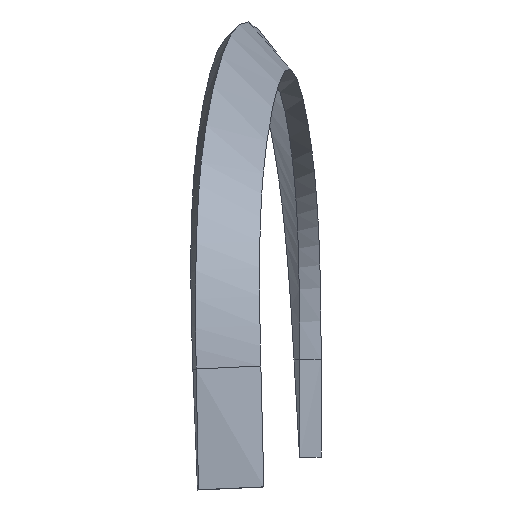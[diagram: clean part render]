
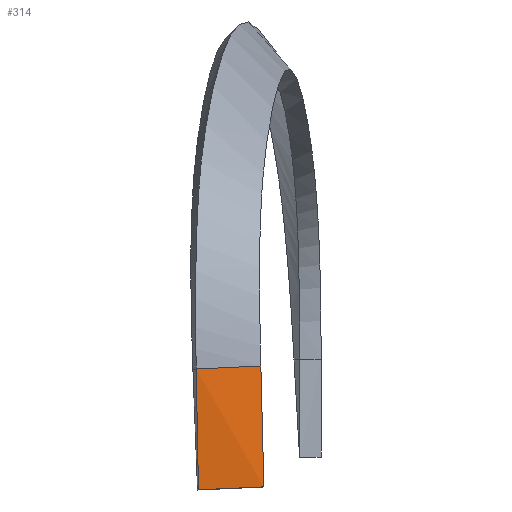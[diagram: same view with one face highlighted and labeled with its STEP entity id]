
A CAD part, left-side view. The second image highlights one B-rep face of the part: STEP entity #314.
In plain terms, the highlighted free-form (B-spline) face has degree [1, 2] with [2, 5] control points.
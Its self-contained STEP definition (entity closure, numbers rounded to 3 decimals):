
#41 = ORIENTED_EDGE ( 'NONE', *, *, #156, .T. ) ;
#55 =( BOUNDED_CURVE ( )  B_SPLINE_CURVE ( 2, ( #603, #85, #667 ),
 .UNSPECIFIED., .F., .T. ) 
 B_SPLINE_CURVE_WITH_KNOTS ( ( 3, 3 ),
 ( 0., 0.293 ),
 .UNSPECIFIED. ) 
 CURVE ( )  GEOMETRIC_REPRESENTATION_ITEM ( )  RATIONAL_B_SPLINE_CURVE ( ( 1., 0.997, 0.998 ) ) 
 REPRESENTATION_ITEM ( '' )  );
#75 = LINE ( 'NONE', #430, #499 ) ;
#85 = CARTESIAN_POINT ( 'NONE',  ( -90.462, 73.969, 130.88 ) ) ;
#115 = VERTEX_POINT ( 'NONE', #307 ) ;
#118 = VECTOR ( 'NONE', #674, 1000. ) ;
#129 =( BOUNDED_CURVE ( )  B_SPLINE_CURVE ( 2, ( #544, #219, #433 ),
 .UNSPECIFIED., .F., .T. ) 
 B_SPLINE_CURVE_WITH_KNOTS ( ( 3, 3 ),
 ( 0., 0.293 ),
 .UNSPECIFIED. ) 
 CURVE ( )  GEOMETRIC_REPRESENTATION_ITEM ( )  RATIONAL_B_SPLINE_CURVE ( ( 1., 0.997, 0.998 ) ) 
 REPRESENTATION_ITEM ( '' )  );
#149 = VERTEX_POINT ( 'NONE', #616 ) ;
#151 = VERTEX_POINT ( 'NONE', #326 ) ;
#156 = EDGE_CURVE ( 'NONE', #115, #151, #129, .T. ) ;
#183 = CARTESIAN_POINT ( 'NONE',  ( -90.35, 82.868, 109.632 ) ) ;
#193 = CARTESIAN_POINT ( 'NONE',  ( -91.811, 83.457, 139.081 ) ) ;
#219 = CARTESIAN_POINT ( 'NONE',  ( -91.393, 83.307, 130.454 ) ) ;
#281 = EDGE_CURVE ( 'NONE', #115, #149, #75, .T. ) ;
#294 = CARTESIAN_POINT ( 'NONE',  ( -88.842, 82.118, 80.189 ) ) ;
#298 = CARTESIAN_POINT ( 'NONE',  ( -90.521, 73.808, 124.776 ) ) ;
#302 = VERTEX_POINT ( 'NONE', #657 ) ;
#307 = CARTESIAN_POINT ( 'NONE',  ( -91.811, 83.457, 139.081 ) ) ;
#314 = ADVANCED_FACE ( 'NONE', ( #613 ), #526, .F. ) ;
#325 = ORIENTED_EDGE ( 'NONE', *, *, #366, .F. ) ;
#326 = CARTESIAN_POINT ( 'NONE',  ( -90.961, 83.13, 121.792 ) ) ;
#330 = DIRECTION ( 'NONE',  ( 0.153, -0.987, 0.046 ) ) ;
#344 = CARTESIAN_POINT ( 'NONE',  ( -91.096, 83.201, 124.355 ) ) ;
#347 = CARTESIAN_POINT ( 'NONE',  ( -90.644, 73.501, 110.034 ) ) ;
#366 = EDGE_CURVE ( 'NONE', #149, #302, #55, .T. ) ;
#405 = CARTESIAN_POINT ( 'NONE',  ( -90.766, 73.194, 95.292 ) ) ;
#407 = EDGE_LOOP ( 'NONE', ( #638, #325, #642, #41 ) ) ;
#430 = CARTESIAN_POINT ( 'NONE',  ( -90.378, 74.197, 139.515 ) ) ;
#433 = CARTESIAN_POINT ( 'NONE',  ( -90.961, 83.13, 121.792 ) ) ;
#461 = CARTESIAN_POINT ( 'NONE',  ( -90.853, 72.963, 80.549 ) ) ;
#499 = VECTOR ( 'NONE', #330, 1000. ) ;
#509 = CARTESIAN_POINT ( 'NONE',  ( -90.539, 73.769, 122.209 ) ) ;
#526 =( BOUNDED_SURFACE ( )  B_SPLINE_SURFACE ( 1, 2, ( 
 ( #193, #344, #183, #673, #294 ),
 ( #659, #298, #347, #405, #461 ) ),
 .UNSPECIFIED., .F., .F., .F. ) 
 B_SPLINE_SURFACE_WITH_KNOTS ( ( 2, 2 ),
 ( 3, 2, 3 ),
 ( 0., 1. ),
 ( 0., 0.5, 1. ),
 .UNSPECIFIED. ) 
 GEOMETRIC_REPRESENTATION_ITEM ( )  RATIONAL_B_SPLINE_SURFACE ( (
 ( 1., 0.996, 1., 0.996, 1.),
 ( 1., 0.996, 1., 0.996, 1.) ) ) 
 REPRESENTATION_ITEM ( '' )  SURFACE ( )  );
#544 = CARTESIAN_POINT ( 'NONE',  ( -91.811, 83.457, 139.081 ) ) ;
#546 = EDGE_CURVE ( 'NONE', #151, #302, #565, .T. ) ;
#565 = LINE ( 'NONE', #509, #118 ) ;
#603 = CARTESIAN_POINT ( 'NONE',  ( -90.378, 74.197, 139.515 ) ) ;
#613 = FACE_OUTER_BOUND ( 'NONE', #407, .T. ) ;
#616 = CARTESIAN_POINT ( 'NONE',  ( -90.378, 74.197, 139.515 ) ) ;
#638 = ORIENTED_EDGE ( 'NONE', *, *, #546, .T. ) ;
#642 = ORIENTED_EDGE ( 'NONE', *, *, #281, .F. ) ;
#657 = CARTESIAN_POINT ( 'NONE',  ( -90.539, 73.769, 122.209 ) ) ;
#659 = CARTESIAN_POINT ( 'NONE',  ( -90.378, 74.197, 139.515 ) ) ;
#667 = CARTESIAN_POINT ( 'NONE',  ( -90.539, 73.769, 122.209 ) ) ;
#673 = CARTESIAN_POINT ( 'NONE',  ( -89.604, 82.534, 94.909 ) ) ;
#674 = DIRECTION ( 'NONE',  ( 0.045, -0.998, 0.044 ) ) ;
